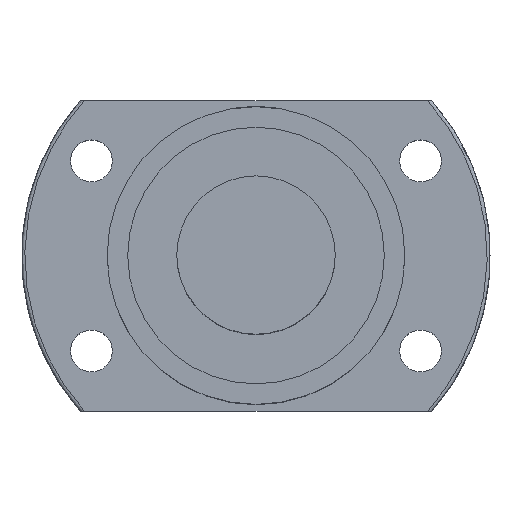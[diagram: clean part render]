
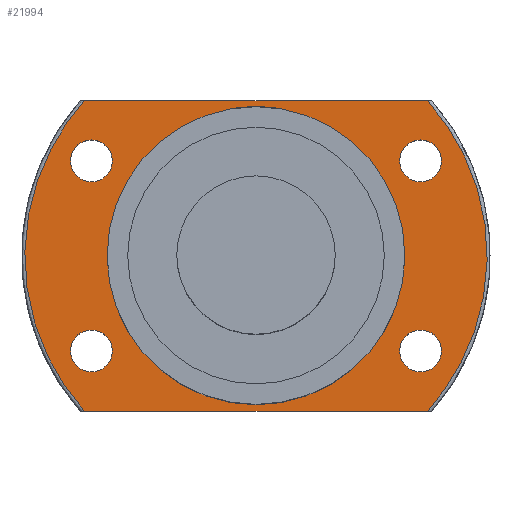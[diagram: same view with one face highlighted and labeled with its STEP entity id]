
A CAD part, top view. The second image highlights one B-rep face of the part: STEP entity #21994.
In plain terms, the highlighted planar face has unit normal (0, 0, 1).
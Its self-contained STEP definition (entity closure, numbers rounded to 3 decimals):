
#59 = AXIS2_PLACEMENT_3D ( 'NONE', #17832, #11321, #2598 ) ;
#396 = CARTESIAN_POINT ( 'NONE',  ( 40.304, 9.869, -77. ) ) ;
#912 = DIRECTION ( 'NONE',  ( 0., 1., 0. ) ) ;
#1019 = CARTESIAN_POINT ( 'NONE',  ( 27.055, 24.5, -77. ) ) ;
#1087 = DIRECTION ( 'NONE',  ( 0., 1., 0. ) ) ;
#1292 = CARTESIAN_POINT ( 'NONE',  ( 0., 0., -77. ) ) ;
#1324 = VERTEX_POINT ( 'NONE', #5736 ) ;
#1332 = VERTEX_POINT ( 'NONE', #14313 ) ;
#1514 =( BOUNDED_CURVE ( )  B_SPLINE_CURVE ( 3, ( #13245, #396, #21975, #22256 ),
 .UNSPECIFIED., .F., .T. ) 
 B_SPLINE_CURVE_WITH_KNOTS ( ( 4, 4 ),
 ( 0., 1. ),
 .UNSPECIFIED. ) 
 CURVE ( )  GEOMETRIC_REPRESENTATION_ITEM ( )  RATIONAL_B_SPLINE_CURVE ( ( 1., 0.827, 0.827, 1. ) ) 
 REPRESENTATION_ITEM ( '' )  );
#1676 = DIRECTION ( 'NONE',  ( 0., 1., 0. ) ) ;
#2091 = AXIS2_PLACEMENT_3D ( 'NONE', #11230, #13937, #1087 ) ;
#2226 = DIRECTION ( 'NONE',  ( 0., 0., 1. ) ) ;
#2319 = ORIENTED_EDGE ( 'NONE', *, *, #8804, .F. ) ;
#2323 = VERTEX_POINT ( 'NONE', #5788 ) ;
#2476 = ORIENTED_EDGE ( 'NONE', *, *, #21288, .F. ) ;
#2593 = ORIENTED_EDGE ( 'NONE', *, *, #27215, .F. ) ;
#2598 = DIRECTION ( 'NONE',  ( 1., 0., 0. ) ) ;
#2611 = CARTESIAN_POINT ( 'NONE',  ( -27.055, -24.5, -77. ) ) ;
#2776 = ORIENTED_EDGE ( 'NONE', *, *, #27687, .F. ) ;
#2836 = CARTESIAN_POINT ( 'NONE',  ( 25.98, 11.7, -77. ) ) ;
#2950 = EDGE_LOOP ( 'NONE', ( #24493, #5454 ) ) ;
#2972 = CARTESIAN_POINT ( 'NONE',  ( 25.98, -15., -77. ) ) ;
#3266 = VERTEX_POINT ( 'NONE', #21756 ) ;
#3311 = CARTESIAN_POINT ( 'NONE',  ( -27.055, 24.5, -77. ) ) ;
#3428 = DIRECTION ( 'NONE',  ( 0., 0., 1. ) ) ;
#4505 = FACE_BOUND ( 'NONE', #6524, .T. ) ;
#4521 = EDGE_CURVE ( 'NONE', #13836, #14732, #12222, .T. ) ;
#4703 = DIRECTION ( 'NONE',  ( 0., 1., 0. ) ) ;
#4785 = ORIENTED_EDGE ( 'NONE', *, *, #18751, .F. ) ;
#5194 = DIRECTION ( 'NONE',  ( 1., 0., 0. ) ) ;
#5454 = ORIENTED_EDGE ( 'NONE', *, *, #15071, .F. ) ;
#5497 = AXIS2_PLACEMENT_3D ( 'NONE', #26022, #23701, #4703 ) ;
#5736 = CARTESIAN_POINT ( 'NONE',  ( -23.5, 0., -77. ) ) ;
#5788 = CARTESIAN_POINT ( 'NONE',  ( -25.98, -18.3, -77. ) ) ;
#5845 = CARTESIAN_POINT ( 'NONE',  ( 0., 36.5, -77. ) ) ;
#6524 = EDGE_LOOP ( 'NONE', ( #2776, #2593 ) ) ;
#6914 = EDGE_CURVE ( 'NONE', #3266, #18845, #21835, .T. ) ;
#7347 = CARTESIAN_POINT ( 'NONE',  ( -25.98, -11.7, -77. ) ) ;
#7353 = DIRECTION ( 'NONE',  ( 0., 0., 1. ) ) ;
#7355 = EDGE_CURVE ( 'NONE', #12787, #20349, #14509, .T. ) ;
#7712 = AXIS2_PLACEMENT_3D ( 'NONE', #25943, #2226, #23533 ) ;
#8103 = PLANE ( 'NONE',  #14414 ) ;
#8278 = ORIENTED_EDGE ( 'NONE', *, *, #25227, .F. ) ;
#8804 = EDGE_CURVE ( 'NONE', #2323, #16729, #21812, .T. ) ;
#8971 = CARTESIAN_POINT ( 'NONE',  ( -40.304, 9.869, -77. ) ) ;
#9459 = DIRECTION ( 'NONE',  ( 0., 1., 0. ) ) ;
#9674 = CARTESIAN_POINT ( 'NONE',  ( 0., 24.5, -77. ) ) ;
#10489 = AXIS2_PLACEMENT_3D ( 'NONE', #1292, #7353, #5194 ) ;
#10551 = CARTESIAN_POINT ( 'NONE',  ( 25.98, 15., -77. ) ) ;
#10723 = DIRECTION ( 'NONE',  ( 0., 0., 1. ) ) ;
#11175 = ORIENTED_EDGE ( 'NONE', *, *, #6914, .F. ) ;
#11230 = CARTESIAN_POINT ( 'NONE',  ( 25.98, -15., -77. ) ) ;
#11306 = CARTESIAN_POINT ( 'NONE',  ( 25.98, -18.3, -77. ) ) ;
#11321 = DIRECTION ( 'NONE',  ( 0., 0., 1. ) ) ;
#11470 = CARTESIAN_POINT ( 'NONE',  ( 0., -24.5, -77. ) ) ;
#11926 = CIRCLE ( 'NONE', #10489, 23.5 ) ;
#12082 = VERTEX_POINT ( 'NONE', #27079 ) ;
#12222 = LINE ( 'NONE', #9674, #12885 ) ;
#12659 = ORIENTED_EDGE ( 'NONE', *, *, #18578, .F. ) ;
#12706 = CIRCLE ( 'NONE', #19287, 3.3 ) ;
#12787 = VERTEX_POINT ( 'NONE', #26383 ) ;
#12885 = VECTOR ( 'NONE', #20398, 1000. ) ;
#12976 = EDGE_LOOP ( 'NONE', ( #12659, #2319 ) ) ;
#13185 = CARTESIAN_POINT ( 'NONE',  ( -25.98, 15., -77. ) ) ;
#13245 = CARTESIAN_POINT ( 'NONE',  ( 27.055, 24.5, -77. ) ) ;
#13274 = DIRECTION ( 'NONE',  ( 0., 1., 0. ) ) ;
#13492 = VECTOR ( 'NONE', #26736, 1000. ) ;
#13836 = VERTEX_POINT ( 'NONE', #3311 ) ;
#13937 = DIRECTION ( 'NONE',  ( 0., 0., 1. ) ) ;
#14047 = CARTESIAN_POINT ( 'NONE',  ( -25.98, -15., -77. ) ) ;
#14313 = CARTESIAN_POINT ( 'NONE',  ( 25.98, 18.3, -77. ) ) ;
#14414 = AXIS2_PLACEMENT_3D ( 'NONE', #5845, #25122, #1676 ) ;
#14509 = LINE ( 'NONE', #11470, #13492 ) ;
#14732 = VERTEX_POINT ( 'NONE', #1019 ) ;
#15071 = EDGE_CURVE ( 'NONE', #17177, #17800, #26682, .T. ) ;
#15219 = DIRECTION ( 'NONE',  ( 0., 0., 1. ) ) ;
#15318 = EDGE_CURVE ( 'NONE', #17800, #17177, #12706, .T. ) ;
#15328 = CIRCLE ( 'NONE', #59, 23.5 ) ;
#15479 = EDGE_CURVE ( 'NONE', #20349, #13836, #17644, .T. ) ;
#15970 = CARTESIAN_POINT ( 'NONE',  ( -27.055, -24.5, -77. ) ) ;
#16729 = VERTEX_POINT ( 'NONE', #7347 ) ;
#17177 = VERTEX_POINT ( 'NONE', #11306 ) ;
#17542 = ORIENTED_EDGE ( 'NONE', *, *, #4521, .F. ) ;
#17605 = CIRCLE ( 'NONE', #26177, 3.3 ) ;
#17644 =( BOUNDED_CURVE ( )  B_SPLINE_CURVE ( 3, ( #2611, #24192, #8971, #24106 ),
 .UNSPECIFIED., .F., .F. ) 
 B_SPLINE_CURVE_WITH_KNOTS ( ( 4, 4 ),
 ( 0., 1. ),
 .UNSPECIFIED. ) 
 CURVE ( )  GEOMETRIC_REPRESENTATION_ITEM ( )  RATIONAL_B_SPLINE_CURVE ( ( 1., 0.827, 0.827, 1. ) ) 
 REPRESENTATION_ITEM ( '' )  );
#17800 = VERTEX_POINT ( 'NONE', #18631 ) ;
#17832 = CARTESIAN_POINT ( 'NONE',  ( 0., 0., -77. ) ) ;
#18214 = CARTESIAN_POINT ( 'NONE',  ( -25.98, 18.3, -77. ) ) ;
#18578 = EDGE_CURVE ( 'NONE', #16729, #2323, #22671, .T. ) ;
#18631 = CARTESIAN_POINT ( 'NONE',  ( 25.98, -11.7, -77. ) ) ;
#18751 = EDGE_CURVE ( 'NONE', #1324, #12082, #15328, .T. ) ;
#18845 = VERTEX_POINT ( 'NONE', #18214 ) ;
#19287 = AXIS2_PLACEMENT_3D ( 'NONE', #2972, #3428, #27662 ) ;
#19980 = DIRECTION ( 'NONE',  ( 0., 0., 1. ) ) ;
#20079 = CARTESIAN_POINT ( 'NONE',  ( 25.98, 15., -77. ) ) ;
#20349 = VERTEX_POINT ( 'NONE', #15970 ) ;
#20398 = DIRECTION ( 'NONE',  ( 1., 0., 0. ) ) ;
#21288 = EDGE_CURVE ( 'NONE', #18845, #3266, #17605, .T. ) ;
#21419 = ORIENTED_EDGE ( 'NONE', *, *, #15479, .F. ) ;
#21620 = FACE_BOUND ( 'NONE', #2950, .T. ) ;
#21756 = CARTESIAN_POINT ( 'NONE',  ( -25.98, 11.7, -77. ) ) ;
#21812 = CIRCLE ( 'NONE', #24598, 3.3 ) ;
#21835 = CIRCLE ( 'NONE', #5497, 3.3 ) ;
#21975 = CARTESIAN_POINT ( 'NONE',  ( 40.304, -9.869, -77. ) ) ;
#21994 = ADVANCED_FACE ( 'NONE', ( #23929, #24597, #25255, #21620, #4505, #26596 ), #8103, .F. ) ;
#22256 = CARTESIAN_POINT ( 'NONE',  ( 27.055, -24.5, -77. ) ) ;
#22320 = AXIS2_PLACEMENT_3D ( 'NONE', #10551, #10723, #27443 ) ;
#22345 = DIRECTION ( 'NONE',  ( 0., 0., 1. ) ) ;
#22391 = ORIENTED_EDGE ( 'NONE', *, *, #25394, .F. ) ;
#22636 = EDGE_LOOP ( 'NONE', ( #22391, #4785 ) ) ;
#22671 = CIRCLE ( 'NONE', #7712, 3.3 ) ;
#22769 = VERTEX_POINT ( 'NONE', #2836 ) ;
#22996 = EDGE_LOOP ( 'NONE', ( #17542, #21419, #24794, #8278 ) ) ;
#23372 = AXIS2_PLACEMENT_3D ( 'NONE', #20079, #19980, #9459 ) ;
#23533 = DIRECTION ( 'NONE',  ( 0., 1., 0. ) ) ;
#23701 = DIRECTION ( 'NONE',  ( 0., 0., 1. ) ) ;
#23929 = FACE_BOUND ( 'NONE', #22636, .T. ) ;
#24106 = CARTESIAN_POINT ( 'NONE',  ( -27.055, 24.5, -77. ) ) ;
#24129 = EDGE_LOOP ( 'NONE', ( #2476, #11175 ) ) ;
#24192 = CARTESIAN_POINT ( 'NONE',  ( -40.304, -9.869, -77. ) ) ;
#24493 = ORIENTED_EDGE ( 'NONE', *, *, #15318, .F. ) ;
#24597 = FACE_BOUND ( 'NONE', #24129, .T. ) ;
#24598 = AXIS2_PLACEMENT_3D ( 'NONE', #14047, #22345, #912 ) ;
#24794 = ORIENTED_EDGE ( 'NONE', *, *, #7355, .F. ) ;
#25122 = DIRECTION ( 'NONE',  ( 0., 0., -1. ) ) ;
#25227 = EDGE_CURVE ( 'NONE', #14732, #12787, #1514, .T. ) ;
#25255 = FACE_BOUND ( 'NONE', #12976, .T. ) ;
#25394 = EDGE_CURVE ( 'NONE', #12082, #1324, #11926, .T. ) ;
#25943 = CARTESIAN_POINT ( 'NONE',  ( -25.98, -15., -77. ) ) ;
#26022 = CARTESIAN_POINT ( 'NONE',  ( -25.98, 15., -77. ) ) ;
#26177 = AXIS2_PLACEMENT_3D ( 'NONE', #13185, #15219, #13274 ) ;
#26383 = CARTESIAN_POINT ( 'NONE',  ( 27.055, -24.5, -77. ) ) ;
#26544 = CIRCLE ( 'NONE', #22320, 3.3 ) ;
#26596 = FACE_OUTER_BOUND ( 'NONE', #22996, .T. ) ;
#26682 = CIRCLE ( 'NONE', #2091, 3.3 ) ;
#26736 = DIRECTION ( 'NONE',  ( -1., 0., 0. ) ) ;
#27079 = CARTESIAN_POINT ( 'NONE',  ( 23.5, 0., -77. ) ) ;
#27215 = EDGE_CURVE ( 'NONE', #22769, #1332, #26544, .T. ) ;
#27216 = CIRCLE ( 'NONE', #23372, 3.3 ) ;
#27443 = DIRECTION ( 'NONE',  ( 0., 1., 0. ) ) ;
#27662 = DIRECTION ( 'NONE',  ( 0., 1., 0. ) ) ;
#27687 = EDGE_CURVE ( 'NONE', #1332, #22769, #27216, .T. ) ;
